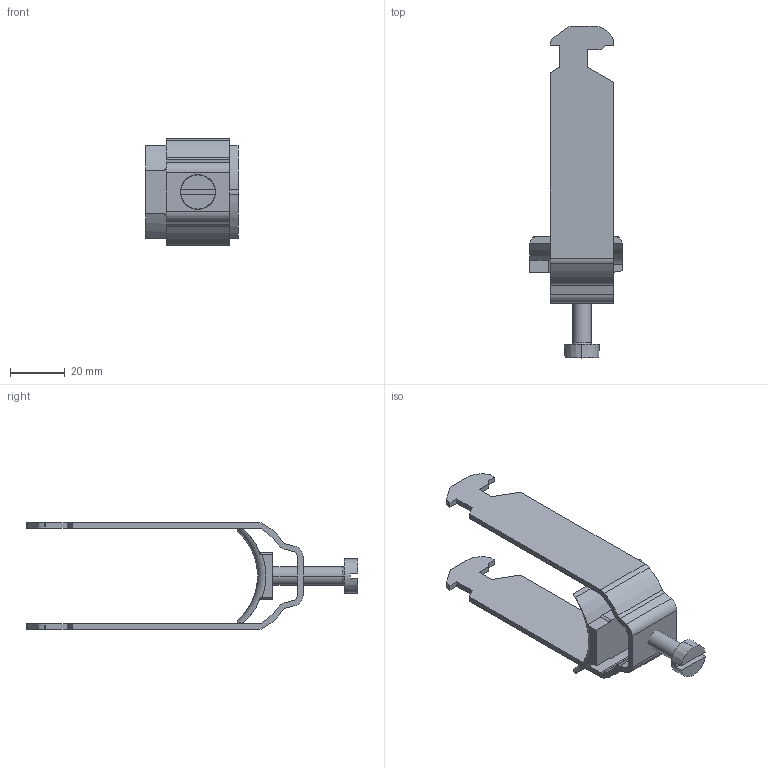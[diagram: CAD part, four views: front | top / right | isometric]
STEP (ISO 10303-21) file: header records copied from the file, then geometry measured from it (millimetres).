
FILE_DESCRIPTION((''),'2;1');
FILE_NAME('1183249_ASM','2013-02-15T',('AndreasKeweloh'),(''),'PRO/ENGINEER BY PARAMETRIC TECHNOLOGY CORPORATION, 2012360','PRO/ENGINEER BY PARAMETRIC TECHNOLOGY CORPORATION, 2012360','');
FILE_SCHEMA(('CONFIG_CONTROL_DESIGN'));
Length unit declared in the file: millimetre
Products named in the file (5): 1183249_SCHRAUBE_M8; 1183249SCHELLENKOERPER; 1183249KUNSTSTOFF-DRUCKW; 1183249KUNSTST_BEFEST_ASM; 1183249_ASM
Assembly tree (4 placements, depth 3):
  1183249_ASM
    1183249_SCHRAUBE_M8
    1183249SCHELLENKOERPER
    1183249KUNSTST_BEFEST_ASM
      1183249KUNSTSTOFF-DRUCKW
Bounding box: 34 x 121 x 39 mm (x, y, z)
Volume: 15725.5 mm3; surface area: 15005.6 mm2
Topology: 3 solids, 3 shells, 108 faces, 298 edges, 198 vertices
Faces by surface type: plane 63, cylinder 39, torus 4, cone 2
Entity records: 3672 total; most frequent: CARTESIAN_POINT 781, ORIENTED_EDGE 596, DIRECTION 573, EDGE_CURVE 298, VERTEX_POINT 198, AXIS2_PLACEMENT_3D 196, VECTOR 181, LINE 181
